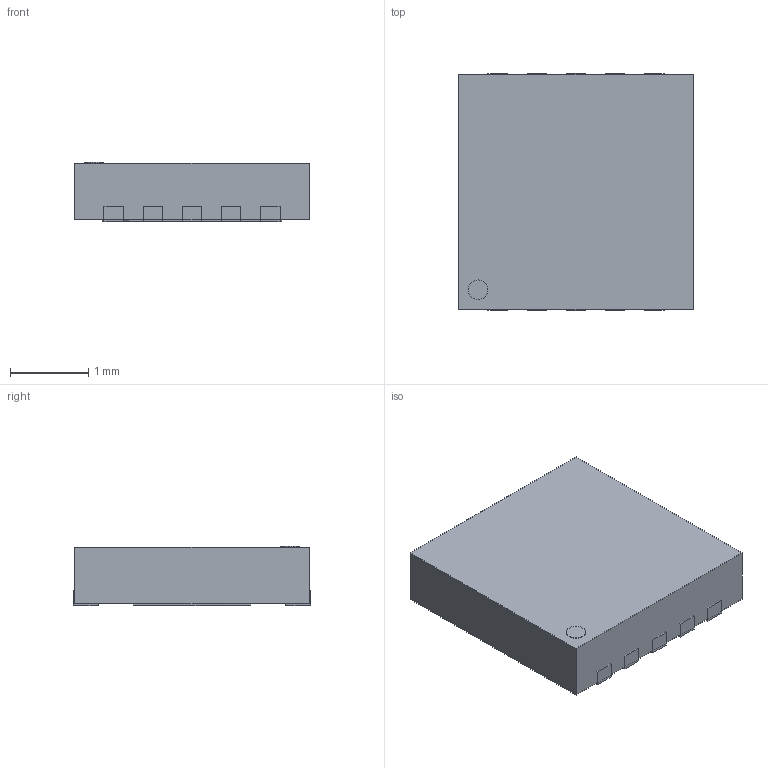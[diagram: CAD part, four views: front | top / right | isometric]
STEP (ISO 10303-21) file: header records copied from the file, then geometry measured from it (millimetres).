
FILE_DESCRIPTION (( 'STEP AP214' ), '1' );
FILE_NAME ('User Library-TDFN 10P.STEP', '2018-02-08T22:44:06', ( '' ), ( '' ), 'SwSTEP 2.0', 'SolidWorks 2018', '' );
FILE_SCHEMA (( 'AUTOMOTIVE_DESIGN' ));
Length unit declared in the file: millimetre
Products named in the file (2): User Library-TDFN 10P_Component1; User Library-TDFN 10P
Assembly tree (1 placements, depth 2):
  User Library-TDFN 10P
    User Library-TDFN 10P_Component1
Bounding box: 3 x 3.02 x 0.76 mm (x, y, z)
Volume: 6.8 mm3; surface area: 37.6 mm2
Topology: 13 solids, 13 shells, 77 faces, 153 edges, 102 vertices
Faces by surface type: plane 75, cylinder 2
Entity records: 2972 total; most frequent: CARTESIAN_POINT 336, DIRECTION 319, ORIENTED_EDGE 306, EDGE_CURVE 153, LINE 149, VECTOR 149, VERTEX_POINT 102, UNCERTAINTY_MEASURE_WITH_UNIT 93
